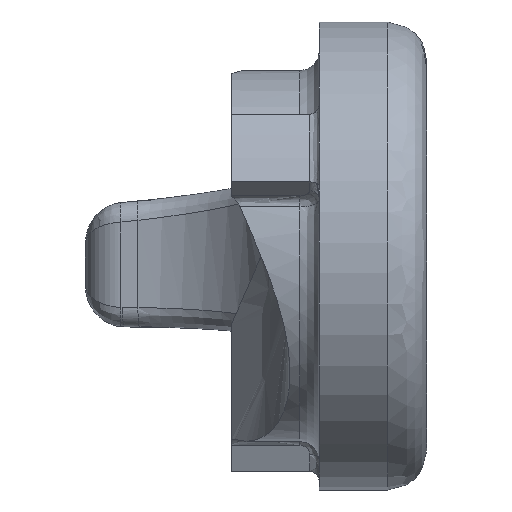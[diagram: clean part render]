
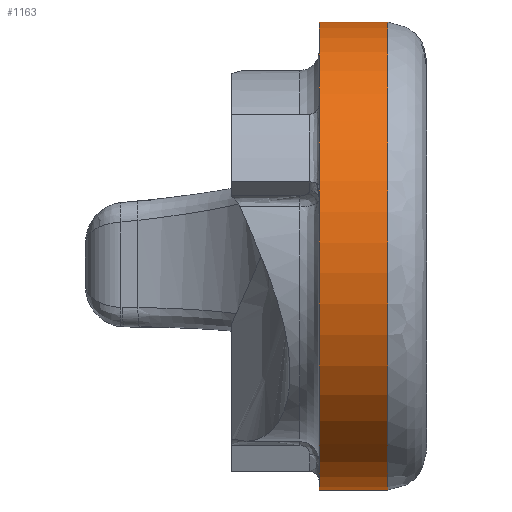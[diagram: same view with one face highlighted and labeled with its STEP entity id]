
A CAD part, left-side view. The second image highlights one B-rep face of the part: STEP entity #1163.
In plain terms, the highlighted free-form (B-spline) face has degree [2, 1] with [5, 2] control points.
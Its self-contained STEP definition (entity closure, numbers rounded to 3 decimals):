
#600 = VERTEX_POINT('',#601);
#601 = CARTESIAN_POINT('',(0.,0.,-16.436));
#607 = EDGE_CURVE('',#600,#608,#610,.T.);
#608 = VERTEX_POINT('',#609);
#609 = CARTESIAN_POINT('',(0.,0.,16.436));
#610 = ( BOUNDED_CURVE() B_SPLINE_CURVE(2,(#611,#612,#613,#614,#615),
.UNSPECIFIED.,.F.,.F.) B_SPLINE_CURVE_WITH_KNOTS((3,2,3),(3.142,
4.712,6.283),.PIECEWISE_BEZIER_KNOTS.) CURVE() 
GEOMETRIC_REPRESENTATION_ITEM() RATIONAL_B_SPLINE_CURVE((1.,
0.707,1.,0.707,1.)) REPRESENTATION_ITEM('') );
#611 = CARTESIAN_POINT('',(0.,0.,-16.436));
#612 = CARTESIAN_POINT('',(-16.436,0.,-16.436));
#613 = CARTESIAN_POINT('',(-16.436,0.,0.));
#614 = CARTESIAN_POINT('',(-16.436,0.,16.436));
#615 = CARTESIAN_POINT('',(0.,0.,16.436));
#825 = EDGE_CURVE('',#826,#608,#828,.T.);
#826 = VERTEX_POINT('',#827);
#827 = CARTESIAN_POINT('',(0.,-4.794,16.436));
#828 = B_SPLINE_CURVE_WITH_KNOTS('',1,(#829,#830),.UNSPECIFIED.,.F.,.F.,
  (2,2),(2.,5.5),.PIECEWISE_BEZIER_KNOTS.);
#829 = CARTESIAN_POINT('',(0.,-4.794,16.436));
#830 = CARTESIAN_POINT('',(0.,0.,16.436));
#1163 = ADVANCED_FACE('',(#1164),#1183,.T.);
#1164 = FACE_BOUND('',#1165,.T.);
#1165 = EDGE_LOOP('',(#1166,#1173,#1181,#1182));
#1166 = ORIENTED_EDGE('',*,*,#1167,.F.);
#1167 = EDGE_CURVE('',#1168,#600,#1170,.T.);
#1168 = VERTEX_POINT('',#1169);
#1169 = CARTESIAN_POINT('',(0.,-4.794,
    -16.436));
#1170 = B_SPLINE_CURVE_WITH_KNOTS('',1,(#1171,#1172),.UNSPECIFIED.,.F.,
  .F.,(2,2),(2.,5.5),.PIECEWISE_BEZIER_KNOTS.);
#1171 = CARTESIAN_POINT('',(0.,-4.794,
    -16.436));
#1172 = CARTESIAN_POINT('',(0.,0.,-16.436));
#1173 = ORIENTED_EDGE('',*,*,#1174,.T.);
#1174 = EDGE_CURVE('',#1168,#826,#1175,.T.);
#1175 = ( BOUNDED_CURVE() B_SPLINE_CURVE(2,(#1176,#1177,#1178,#1179,
#1180),.UNSPECIFIED.,.F.,.F.) B_SPLINE_CURVE_WITH_KNOTS((3,2,3),(
    3.142,4.712,6.283),
.PIECEWISE_BEZIER_KNOTS.) CURVE() GEOMETRIC_REPRESENTATION_ITEM() 
RATIONAL_B_SPLINE_CURVE((1.,0.707,1.,0.707,1.)) 
REPRESENTATION_ITEM('') );
#1176 = CARTESIAN_POINT('',(0.,-4.794,
    -16.436));
#1177 = CARTESIAN_POINT('',(-16.436,-4.794,
    -16.436));
#1178 = CARTESIAN_POINT('',(-16.436,-4.794,
    0.));
#1179 = CARTESIAN_POINT('',(-16.436,-4.794,
    16.436));
#1180 = CARTESIAN_POINT('',(0.,-4.794,
    16.436));
#1181 = ORIENTED_EDGE('',*,*,#825,.T.);
#1182 = ORIENTED_EDGE('',*,*,#607,.F.);
#1183 = ( BOUNDED_SURFACE() B_SPLINE_SURFACE(2,1,(
    (#1184,#1185)
    ,(#1186,#1187)
    ,(#1188,#1189)
    ,(#1190,#1191)
    ,(#1192,#1193
)),.UNSPECIFIED.,.F.,.F.,.F.) B_SPLINE_SURFACE_WITH_KNOTS((3,2,3),(2,2),
  (3.142,4.712,6.283),(2.,5.5),
.PIECEWISE_BEZIER_KNOTS.) GEOMETRIC_REPRESENTATION_ITEM() 
RATIONAL_B_SPLINE_SURFACE((
    (1.,1.)
    ,(0.707,0.707)
    ,(1.,1.)
    ,(0.707,0.707)
,(1.,1.))) REPRESENTATION_ITEM('') SURFACE() );
#1184 = CARTESIAN_POINT('',(0.,-4.794,
    -16.436));
#1185 = CARTESIAN_POINT('',(0.,0.,-16.436));
#1186 = CARTESIAN_POINT('',(-16.436,-4.794,
    -16.436));
#1187 = CARTESIAN_POINT('',(-16.436,0.,-16.436));
#1188 = CARTESIAN_POINT('',(-16.436,-4.794,
    0.));
#1189 = CARTESIAN_POINT('',(-16.436,0.,0.));
#1190 = CARTESIAN_POINT('',(-16.436,-4.794,
    16.436));
#1191 = CARTESIAN_POINT('',(-16.436,0.,16.436));
#1192 = CARTESIAN_POINT('',(0.,-4.794,
    16.436));
#1193 = CARTESIAN_POINT('',(0.,0.,16.436));
